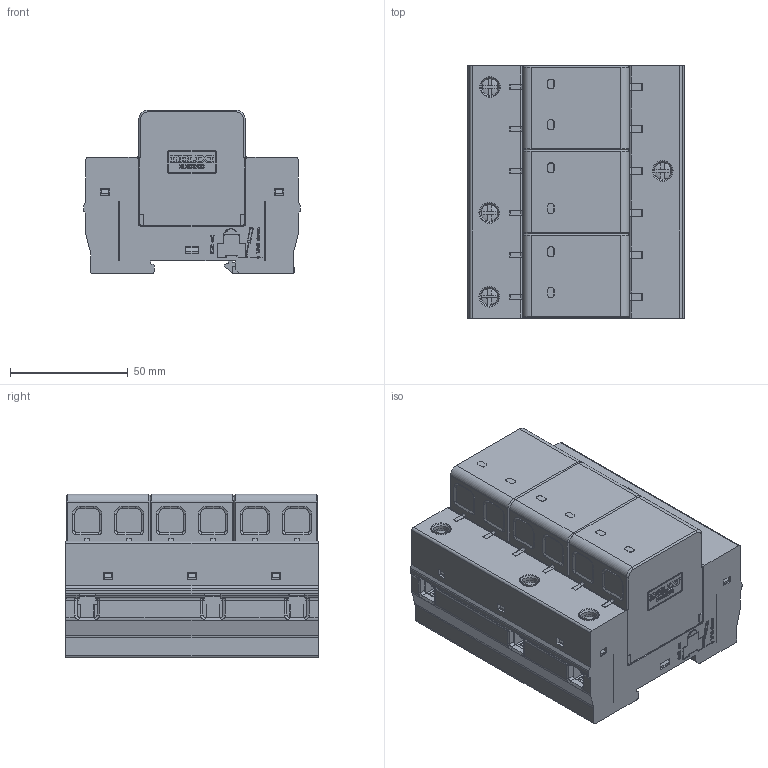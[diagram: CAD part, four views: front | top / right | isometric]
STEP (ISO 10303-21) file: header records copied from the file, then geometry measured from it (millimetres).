
FILE_DESCRIPTION((''),'2;1');
FILE_NAME('CDYN_80KA_3P','2025-06-20T',('weiren.liu'),(''),'PRO/ENGINEER BY PARAMETRIC TECHNOLOGY CORPORATION, 2017170','PRO/ENGINEER BY PARAMETRIC TECHNOLOGY CORPORATION, 2017170','');
FILE_SCHEMA(('CONFIG_CONTROL_DESIGN'));
Products named in the file (1): CDYN_80KA_3P
Bounding box: 92 x 107.2 x 69.5 mm (x, y, z)
Volume: 183650.1 mm3; surface area: 206114.2 mm2
Topology: 1 solids, 3 shells, 6496 faces, 18798 edges, 12298 vertices
Faces by surface type: plane 5559, cylinder 707, cone 108, torus 74, bspline 32, sphere 16
Entity records: 220155 total; most frequent: CARTESIAN_POINT 48530, ORIENTED_EDGE 37580, DIRECTION 32758, EDGE_CURVE 18790, VECTOR 16648, LINE 16648, VERTEX_POINT 12298, AXIS2_PLACEMENT_3D 8055
